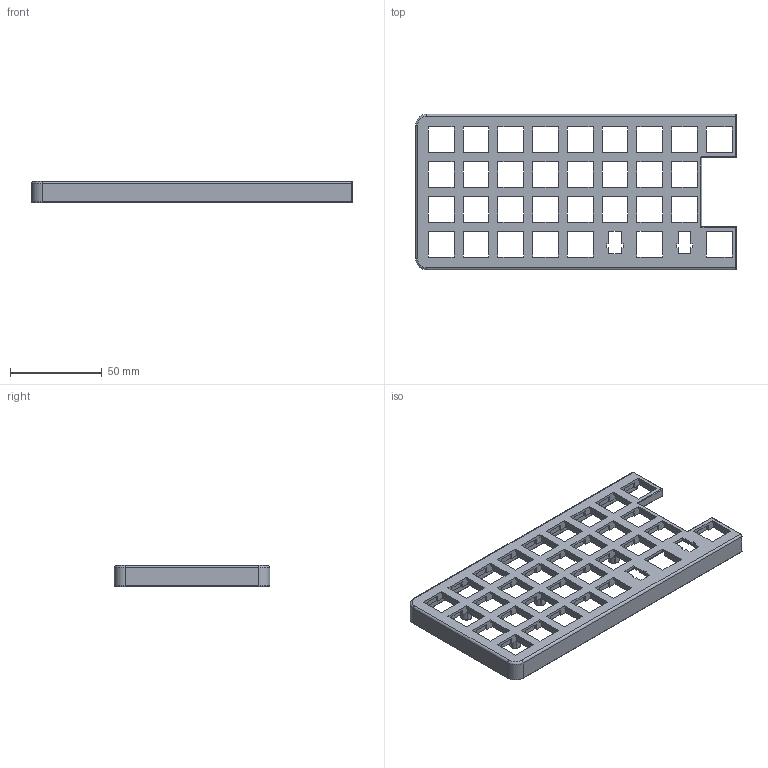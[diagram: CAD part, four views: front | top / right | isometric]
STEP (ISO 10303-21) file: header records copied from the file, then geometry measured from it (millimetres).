
FILE_DESCRIPTION(/* description */ (''),/* implementation_level */ '2;1');
FILE_NAME(/* name */ 'JB69 Plate L.step',/* time_stamp */ '2023-10-30T12:26:47-04:00',/* author */ (''),/* organization */ (''),/* preprocessor_version */ 'ST-DEVELOPER v20',/* originating_system */ 'Autodesk Translation Framework v12.14.0.127',/* authorisation */ '');
FILE_SCHEMA (('AUTOMOTIVE_DESIGN { 1 0 10303 214 3 1 1 }'));
Length unit declared in the file: millimetre
Products named in the file (1): JB69
Bounding box: 175.35 x 85 x 11.5 mm (x, y, z)
Volume: 41886.3 mm3; surface area: 34224.9 mm2
Topology: 1 solids, 1 shells, 708 faces, 2036 edges, 1319 vertices
Faces by surface type: plane 566, cylinder 95, torus 37, sphere 5, bspline 5
Full cylindrical faces by diameter (mm): 2.9 x4
Entity records: 23320 total; most frequent: CARTESIAN_POINT 4574, ORIENTED_EDGE 4066, DIRECTION 3597, EDGE_CURVE 2033, LINE 1811, VECTOR 1811, VERTEX_POINT 1319, AXIS2_PLACEMENT_3D 893
